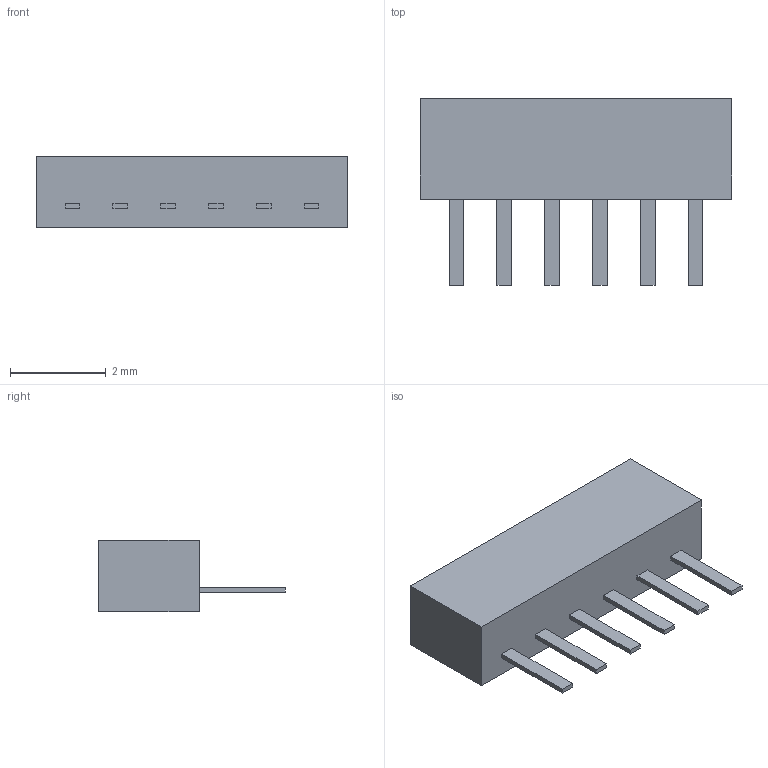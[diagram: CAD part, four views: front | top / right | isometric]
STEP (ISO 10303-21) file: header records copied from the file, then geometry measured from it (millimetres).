
FILE_DESCRIPTION (( 'STEP AP214' ), '1' );
FILE_NAME ('BC065-06-A-L-D.STEP', '2024-02-10T08:49:55', ( '' ), ( '' ), 'SwSTEP 2.0', 'SolidWorks 2021', '' );
FILE_SCHEMA (( 'AUTOMOTIVE_DESIGN' ));
Length unit declared in the file: millimetre
Products named in the file (3): BC065-xxx body_06; BC065-06-A-L-D; pin^BC065- xxxx Ass
Assembly tree (7 placements, depth 2):
  BC065-06-A-L-D
    BC065-xxx body_06
    pin^BC065- xxxx Ass  x6
Bounding box: 6.5 x 3.9 x 1.5 mm (x, y, z)
Volume: 20.3 mm3; surface area: 65.3 mm2
Topology: 7 solids, 7 shells, 96 faces, 204 edges, 128 vertices
Faces by surface type: plane 96
Entity records: 1886 total; most frequent: CARTESIAN_POINT 308, DIRECTION 296, ORIENTED_EDGE 288, LINE 144, EDGE_CURVE 144, VECTOR 144, VERTEX_POINT 88, AXIS2_PLACEMENT_3D 76
